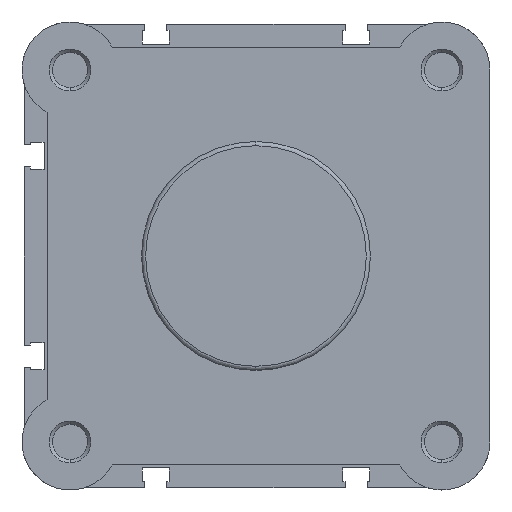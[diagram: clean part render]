
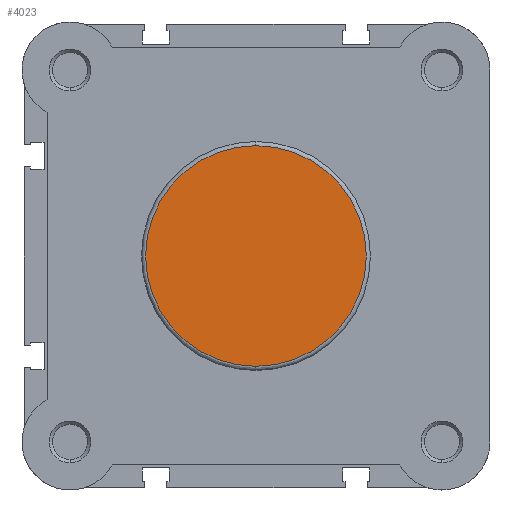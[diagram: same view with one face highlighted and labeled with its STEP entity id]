
A CAD part, left-side view. The second image highlights one B-rep face of the part: STEP entity #4023.
In plain terms, the highlighted planar face has unit normal (-1, 0, 0).
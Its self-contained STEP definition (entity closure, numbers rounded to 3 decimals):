
#70 = EDGE_CURVE ( 'NONE', #1330, #1308, #2856, .T. ) ;
#132 = EDGE_CURVE ( 'NONE', #1308, #1330, #2944, .T. ) ;
#575 = AXIS2_PLACEMENT_3D ( 'NONE', #1425, #1426, #1427 ) ;
#608 = AXIS2_PLACEMENT_3D ( 'NONE', #1576, #1583, #1584 ) ;
#911 = AXIS2_PLACEMENT_3D ( 'NONE', #5323, #5329, #5330 ) ;
#1308 = VERTEX_POINT ( 'NONE', #4712 ) ;
#1330 = VERTEX_POINT ( 'NONE', #4734 ) ;
#1425 = CARTESIAN_POINT ( 'NONE',  ( 0., 0., 0. ) ) ;
#1426 = DIRECTION ( 'NONE',  ( -1., 0., 0. ) ) ;
#1427 = DIRECTION ( 'NONE',  ( 0., 0., -1. ) ) ;
#1576 = CARTESIAN_POINT ( 'NONE',  ( 0., 0., 0. ) ) ;
#1583 = DIRECTION ( 'NONE',  ( -1., 0., 0. ) ) ;
#1584 = DIRECTION ( 'NONE',  ( 0., 0., -1. ) ) ;
#2384 = ORIENTED_EDGE ( 'NONE', *, *, #132, .T. ) ;
#2515 = ORIENTED_EDGE ( 'NONE', *, *, #70, .T. ) ;
#2856 = CIRCLE ( 'NONE', #575, 26.4 ) ;
#2944 = CIRCLE ( 'NONE', #608, 26.4 ) ;
#4023 = ADVANCED_FACE ( 'NONE', ( #5579 ), #5320, .F. ) ;
#4712 = CARTESIAN_POINT ( 'NONE',  ( 0., 0., -26.4 ) ) ;
#4734 = CARTESIAN_POINT ( 'NONE',  ( 0., 0., 26.4 ) ) ;
#5320 = PLANE ( 'NONE',  #911 ) ;
#5323 = CARTESIAN_POINT ( 'NONE',  ( 0., 27.4, 0. ) ) ;
#5329 = DIRECTION ( 'NONE',  ( 1., 0., 0. ) ) ;
#5330 = DIRECTION ( 'NONE',  ( 0., 0., -1. ) ) ;
#5579 = FACE_OUTER_BOUND ( 'NONE', #6612, .T. ) ;
#6612 = EDGE_LOOP ( 'NONE', ( #2384, #2515 ) ) ;
